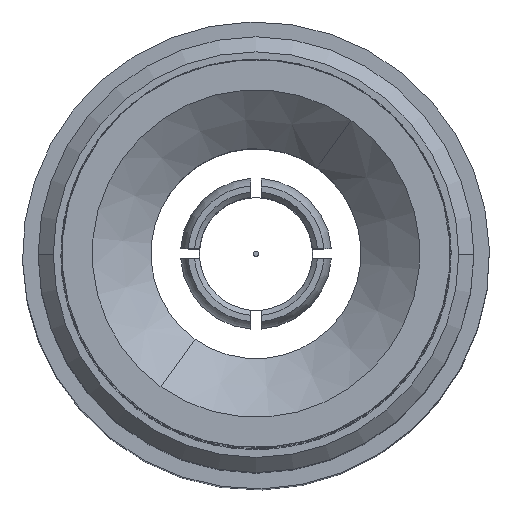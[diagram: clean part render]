
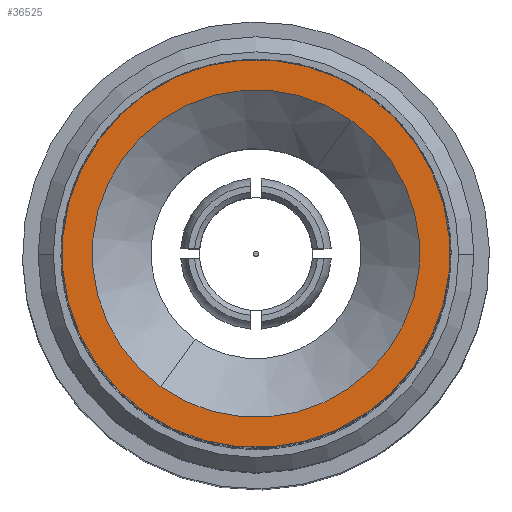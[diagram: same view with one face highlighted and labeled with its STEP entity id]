
A CAD part, top view. The second image highlights one B-rep face of the part: STEP entity #36525.
In plain terms, the highlighted planar face has unit normal (0, 0, 1).
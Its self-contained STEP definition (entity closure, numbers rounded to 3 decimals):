
#1272 = AXIS2_PLACEMENT_3D ( 'NONE', #35212, #59220, #90425 ) ;
#2699 = CIRCLE ( 'NONE', #67967, 3.25 ) ;
#5548 = DIRECTION ( 'NONE',  ( 0.58, 0.815, 0. ) ) ;
#7927 = VERTEX_POINT ( 'NONE', #81038 ) ;
#12142 = CARTESIAN_POINT ( 'NONE',  ( 0., 0., 23.25 ) ) ;
#15963 = AXIS2_PLACEMENT_3D ( 'NONE', #90887, #82213, #5548 ) ;
#19383 = FACE_BOUND ( 'NONE', #31154, .T. ) ;
#19816 = DIRECTION ( 'NONE',  ( 0.58, 0.815, 0. ) ) ;
#20324 = CARTESIAN_POINT ( 'NONE',  ( 0., 0., 23.25 ) ) ;
#22574 = DIRECTION ( 'NONE',  ( 0.58, 0.815, 0. ) ) ;
#22670 = CIRCLE ( 'NONE', #101047, 3.25 ) ;
#28991 = DIRECTION ( 'NONE',  ( 0., 0., -1. ) ) ;
#30679 = CARTESIAN_POINT ( 'NONE',  ( 2.233, 3.136, 23.25 ) ) ;
#31154 = EDGE_LOOP ( 'NONE', ( #56586, #38599 ) ) ;
#35212 = CARTESIAN_POINT ( 'NONE',  ( 1.885, 2.647, 23.25 ) ) ;
#36525 = ADVANCED_FACE ( 'NONE', ( #19383, #98127 ), #67417, .T. ) ;
#37003 = ORIENTED_EDGE ( 'NONE', *, *, #73217, .F. ) ;
#38599 = ORIENTED_EDGE ( 'NONE', *, *, #98141, .T. ) ;
#39873 = EDGE_LOOP ( 'NONE', ( #60456, #37003 ) ) ;
#45303 = VERTEX_POINT ( 'NONE', #98286 ) ;
#46940 = CIRCLE ( 'NONE', #15963, 3.85 ) ;
#53219 = VERTEX_POINT ( 'NONE', #30679 ) ;
#56106 = CARTESIAN_POINT ( 'NONE',  ( -2.233, -3.136, 23.25 ) ) ;
#56586 = ORIENTED_EDGE ( 'NONE', *, *, #82690, .T. ) ;
#59220 = DIRECTION ( 'NONE',  ( 0., 0., 1. ) ) ;
#60226 = EDGE_CURVE ( 'NONE', #53219, #96122, #46940, .T. ) ;
#60456 = ORIENTED_EDGE ( 'NONE', *, *, #60226, .F. ) ;
#61434 = CARTESIAN_POINT ( 'NONE',  ( 0., 0., 23.25 ) ) ;
#67417 = PLANE ( 'NONE',  #1272 ) ;
#67967 = AXIS2_PLACEMENT_3D ( 'NONE', #12142, #28991, #75486 ) ;
#73217 = EDGE_CURVE ( 'NONE', #96122, #53219, #79708, .T. ) ;
#75486 = DIRECTION ( 'NONE',  ( 0.58, 0.815, 0. ) ) ;
#79708 = CIRCLE ( 'NONE', #101005, 3.85 ) ;
#81038 = CARTESIAN_POINT ( 'NONE',  ( 1.885, 2.647, 23.25 ) ) ;
#82213 = DIRECTION ( 'NONE',  ( 0., 0., -1. ) ) ;
#82690 = EDGE_CURVE ( 'NONE', #45303, #7927, #22670, .T. ) ;
#90425 = DIRECTION ( 'NONE',  ( -0.58, -0.815, 0. ) ) ;
#90887 = CARTESIAN_POINT ( 'NONE',  ( 0., 0., 23.25 ) ) ;
#92638 = DIRECTION ( 'NONE',  ( 0., 0., -1. ) ) ;
#96122 = VERTEX_POINT ( 'NONE', #56106 ) ;
#98127 = FACE_OUTER_BOUND ( 'NONE', #39873, .T. ) ;
#98141 = EDGE_CURVE ( 'NONE', #7927, #45303, #2699, .T. ) ;
#98286 = CARTESIAN_POINT ( 'NONE',  ( -1.885, -2.647, 23.25 ) ) ;
#99073 = DIRECTION ( 'NONE',  ( 0., 0., -1. ) ) ;
#101005 = AXIS2_PLACEMENT_3D ( 'NONE', #61434, #92638, #22574 ) ;
#101047 = AXIS2_PLACEMENT_3D ( 'NONE', #20324, #99073, #19816 ) ;
